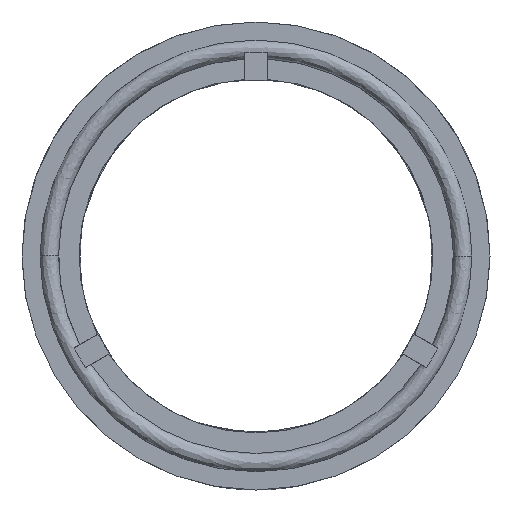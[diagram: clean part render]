
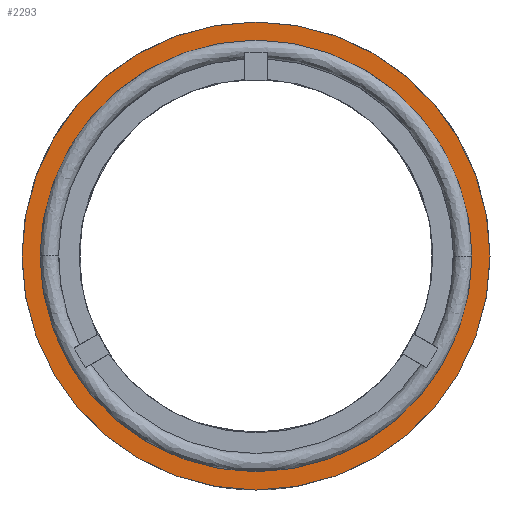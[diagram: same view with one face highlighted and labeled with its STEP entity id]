
A CAD part, left-side view. The second image highlights one B-rep face of the part: STEP entity #2293.
In plain terms, the highlighted planar face has unit normal (-1, 0, 0).
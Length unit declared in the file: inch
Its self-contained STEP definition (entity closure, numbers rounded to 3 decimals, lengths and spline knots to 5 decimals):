
#116 = CARTESIAN_POINT ( 'NONE',  ( -2.971, 0., -0.945 ) ) ;
#663 = CIRCLE ( 'NONE', #6338, 1.025 ) ;
#689 = ORIENTED_EDGE ( 'NONE', *, *, #2051, .F. ) ;
#862 = DIRECTION ( 'NONE',  ( 0., 0., 1. ) ) ;
#1049 = EDGE_CURVE ( 'NONE', #1554, #4194, #4244, .T. ) ;
#1220 = PLANE ( 'NONE',  #3606 ) ;
#1334 = CARTESIAN_POINT ( 'NONE',  ( -2.971, 0., -1.025 ) ) ;
#1397 = DIRECTION ( 'NONE',  ( -1., 0., 0. ) ) ;
#1554 = VERTEX_POINT ( 'NONE', #6265 ) ;
#1786 = DIRECTION ( 'NONE',  ( 0., 0., 1. ) ) ;
#2051 = EDGE_CURVE ( 'NONE', #4194, #1554, #3727, .T. ) ;
#2078 = CARTESIAN_POINT ( 'NONE',  ( -2.971, 0., 0. ) ) ;
#2293 = ADVANCED_FACE ( 'NONE', ( #6758, #7879 ), #1220, .T. ) ;
#2722 = VERTEX_POINT ( 'NONE', #1334 ) ;
#3447 = CARTESIAN_POINT ( 'NONE',  ( -2.971, 0., 1.025 ) ) ;
#3558 = EDGE_CURVE ( 'NONE', #7976, #2722, #6714, .T. ) ;
#3606 = AXIS2_PLACEMENT_3D ( 'NONE', #5500, #7924, #5334 ) ;
#3689 = DIRECTION ( 'NONE',  ( -1., 0., 0. ) ) ;
#3727 = CIRCLE ( 'NONE', #7716, 0.945 ) ;
#4177 = DIRECTION ( 'NONE',  ( -1., 0., 0. ) ) ;
#4193 = ORIENTED_EDGE ( 'NONE', *, *, #3558, .T. ) ;
#4194 = VERTEX_POINT ( 'NONE', #116 ) ;
#4244 = CIRCLE ( 'NONE', #5266, 0.945 ) ;
#4260 = AXIS2_PLACEMENT_3D ( 'NONE', #4303, #3689, #6243 ) ;
#4275 = EDGE_CURVE ( 'NONE', #2722, #7976, #663, .T. ) ;
#4279 = ORIENTED_EDGE ( 'NONE', *, *, #1049, .F. ) ;
#4303 = CARTESIAN_POINT ( 'NONE',  ( -2.971, 0., 0. ) ) ;
#4850 = EDGE_LOOP ( 'NONE', ( #4279, #689 ) ) ;
#5266 = AXIS2_PLACEMENT_3D ( 'NONE', #5300, #4177, #7933 ) ;
#5300 = CARTESIAN_POINT ( 'NONE',  ( -2.971, 0., 0. ) ) ;
#5334 = DIRECTION ( 'NONE',  ( 0., 0., 1. ) ) ;
#5500 = CARTESIAN_POINT ( 'NONE',  ( -2.971, 0.985, 0. ) ) ;
#5985 = CARTESIAN_POINT ( 'NONE',  ( -2.971, 0., 0. ) ) ;
#6243 = DIRECTION ( 'NONE',  ( 0., 0., 1. ) ) ;
#6265 = CARTESIAN_POINT ( 'NONE',  ( -2.971, 0., 0.945 ) ) ;
#6338 = AXIS2_PLACEMENT_3D ( 'NONE', #2078, #1397, #862 ) ;
#6426 = EDGE_LOOP ( 'NONE', ( #4193, #7472 ) ) ;
#6714 = CIRCLE ( 'NONE', #4260, 1.025 ) ;
#6758 = FACE_BOUND ( 'NONE', #4850, .T. ) ;
#7318 = DIRECTION ( 'NONE',  ( -1., 0., 0. ) ) ;
#7472 = ORIENTED_EDGE ( 'NONE', *, *, #4275, .T. ) ;
#7716 = AXIS2_PLACEMENT_3D ( 'NONE', #5985, #7318, #1786 ) ;
#7879 = FACE_OUTER_BOUND ( 'NONE', #6426, .T. ) ;
#7924 = DIRECTION ( 'NONE',  ( -1., 0., 0. ) ) ;
#7933 = DIRECTION ( 'NONE',  ( 0., 0., 1. ) ) ;
#7976 = VERTEX_POINT ( 'NONE', #3447 ) ;
